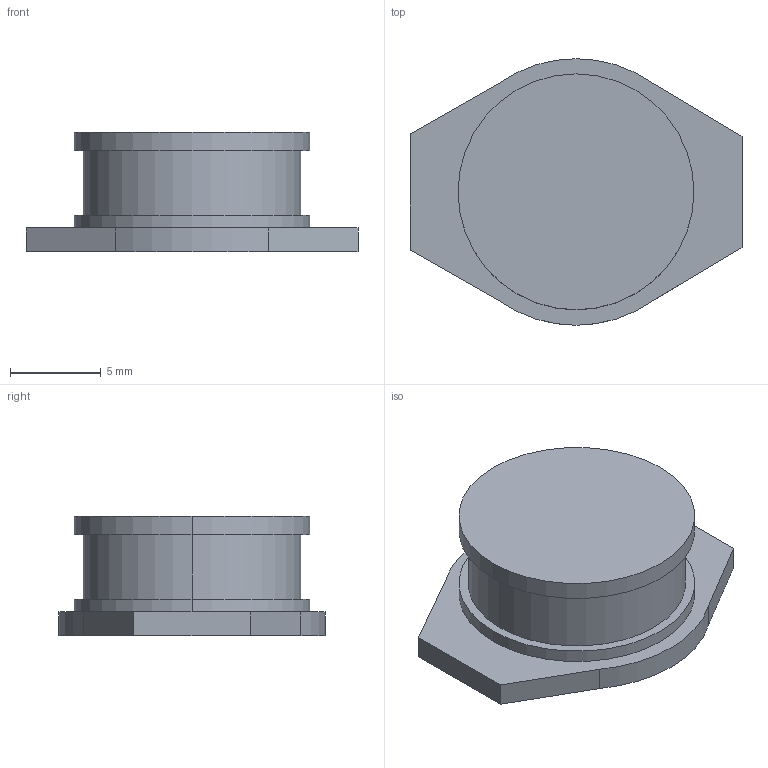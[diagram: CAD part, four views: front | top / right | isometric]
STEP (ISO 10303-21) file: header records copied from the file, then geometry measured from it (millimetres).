
FILE_DESCRIPTION (( 'STEP AP214' ), '1' );
FILE_NAME ('9A5131EC-65D2-4C8D-9C69-318196760A43.STEP', '2009-03-30T20:22:49', ( 'sysAdmin' ), ( 'SolidWorks' ), 'SwSTEP 2.0', 'SolidWorks 2009', '' );
FILE_SCHEMA (( 'AUTOMOTIVE_DESIGN' ));
Length unit declared in the file: millimetre
Products named in the file (1): 9A5131EC-65D2-4C8D-9C69-318196760A43
Bounding box: 18.3 x 14.69 x 6.56 mm (x, y, z)
Volume: 897.3 mm3; surface area: 726.2 mm2
Topology: 1 solids, 1 shells, 19 faces, 42 edges, 28 vertices
Faces by surface type: plane 11, cylinder 8
Entity records: 764 total; most frequent: DIRECTION 98, CARTESIAN_POINT 90, ORIENTED_EDGE 84, EDGE_CURVE 42, AXIS2_PLACEMENT_3D 36, VERTEX_POINT 28, VECTOR 26, LINE 26
